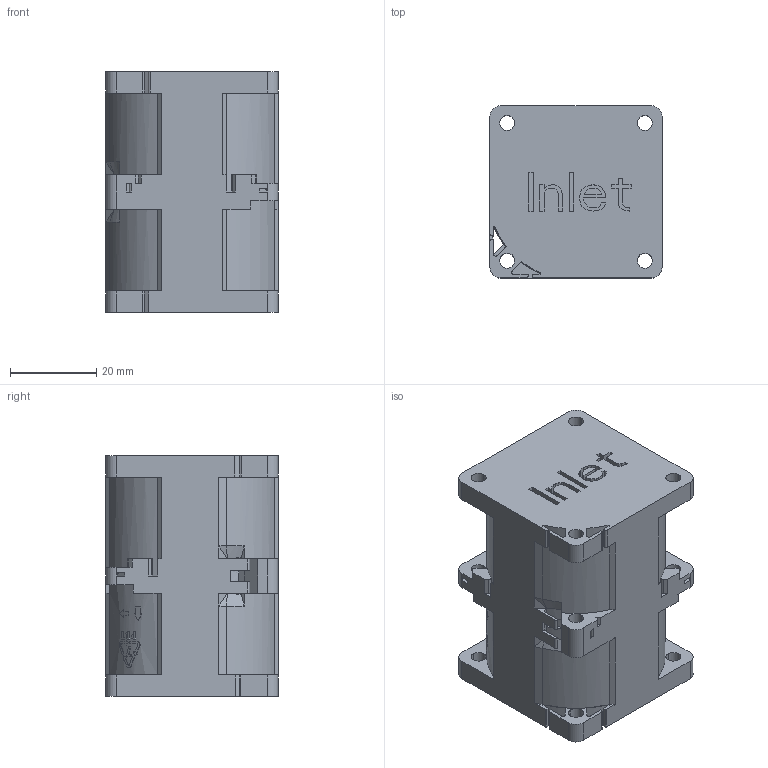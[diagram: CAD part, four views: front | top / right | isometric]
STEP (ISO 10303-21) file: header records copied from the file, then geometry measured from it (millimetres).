
FILE_DESCRIPTION((''),'2;1');
FILE_NAME('GFB0412GHS-C-3D','2018-05-31T',('LIEN.CHEN'),(''),'PRO/ENGINEER BY PARAMETRIC TECHNOLOGY CORPORATION, 2012480','PRO/ENGINEER BY PARAMETRIC TECHNOLOGY CORPORATION, 2012480','');
FILE_SCHEMA(('CONFIG_CONTROL_DESIGN'));
Length unit declared in the file: millimetre
Products named in the file (1): GFB0412GHS-C-3D
Bounding box: 40 x 40 x 56 mm (x, y, z)
Volume: 77587.7 mm3; surface area: 13825.6 mm2
Topology: 1 solids, 1 shells, 626 faces, 1792 edges, 1199 vertices
Faces by surface type: plane 502, cylinder 106, extrusion 16, bspline 2
Entity records: 21050 total; most frequent: CARTESIAN_POINT 4584, ORIENTED_EDGE 3584, DIRECTION 3139, EDGE_CURVE 1792, VECTOR 1413, LINE 1397, VERTEX_POINT 1199, AXIS2_PLACEMENT_3D 863
